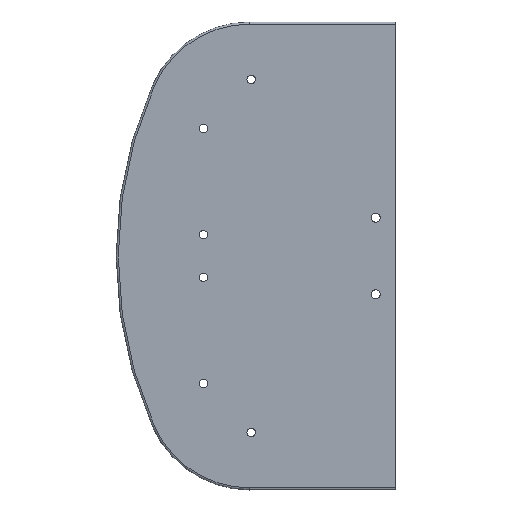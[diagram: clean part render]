
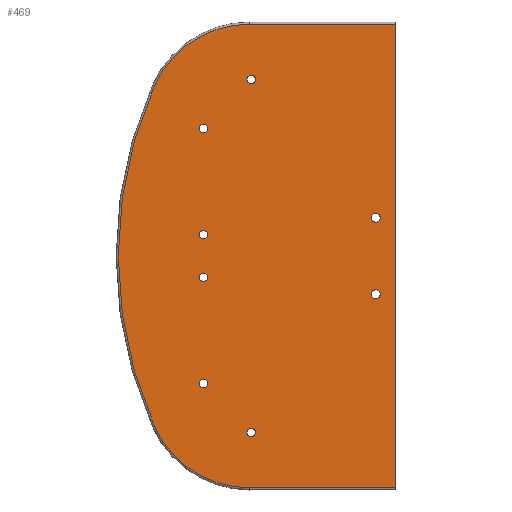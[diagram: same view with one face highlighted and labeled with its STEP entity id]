
A CAD part, top view. The second image highlights one B-rep face of the part: STEP entity #469.
In plain terms, the highlighted planar face has unit normal (0, 0, 1).
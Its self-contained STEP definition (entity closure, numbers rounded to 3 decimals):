
#23=FACE_BOUND('',#101,.T.);
#24=FACE_BOUND('',#102,.T.);
#25=FACE_BOUND('',#103,.T.);
#26=FACE_BOUND('',#104,.T.);
#27=FACE_BOUND('',#105,.T.);
#28=FACE_BOUND('',#106,.T.);
#29=FACE_BOUND('',#107,.T.);
#30=FACE_BOUND('',#108,.T.);
#40=PLANE('',#549);
#66=FACE_OUTER_BOUND('',#100,.T.);
#100=EDGE_LOOP('',(#408,#409,#410,#411,#412,#413));
#101=EDGE_LOOP('',(#414));
#102=EDGE_LOOP('',(#415));
#103=EDGE_LOOP('',(#416));
#104=EDGE_LOOP('',(#417));
#105=EDGE_LOOP('',(#418));
#106=EDGE_LOOP('',(#419));
#107=EDGE_LOOP('',(#420));
#108=EDGE_LOOP('',(#421));
#125=LINE('',#789,#149);
#132=LINE('',#836,#156);
#133=LINE('',#838,#157);
#149=VECTOR('',#640,10.);
#156=VECTOR('',#703,10.);
#157=VECTOR('',#706,10.);
#158=CIRCLE('',#486,2.1);
#160=CIRCLE('',#489,2.1);
#163=CIRCLE('',#494,2.);
#165=CIRCLE('',#497,2.);
#167=CIRCLE('',#500,2.);
#169=CIRCLE('',#503,2.);
#171=CIRCLE('',#506,2.);
#173=CIRCLE('',#509,2.);
#182=CIRCLE('',#523,49.);
#184=CIRCLE('',#526,196.199);
#186=CIRCLE('',#529,49.);
#198=VERTEX_POINT('',#711);
#200=VERTEX_POINT('',#717);
#207=VERTEX_POINT('',#734);
#209=VERTEX_POINT('',#740);
#211=VERTEX_POINT('',#746);
#213=VERTEX_POINT('',#752);
#215=VERTEX_POINT('',#758);
#217=VERTEX_POINT('',#764);
#224=VERTEX_POINT('',#786);
#225=VERTEX_POINT('',#788);
#226=VERTEX_POINT('',#792);
#227=VERTEX_POINT('',#796);
#228=VERTEX_POINT('',#800);
#237=VERTEX_POINT('',#834);
#238=EDGE_CURVE('',#198,#198,#158,.T.);
#241=EDGE_CURVE('',#200,#200,#160,.T.);
#250=EDGE_CURVE('',#207,#207,#163,.T.);
#253=EDGE_CURVE('',#209,#209,#165,.T.);
#256=EDGE_CURVE('',#211,#211,#167,.T.);
#259=EDGE_CURVE('',#213,#213,#169,.T.);
#262=EDGE_CURVE('',#215,#215,#171,.T.);
#265=EDGE_CURVE('',#217,#217,#173,.T.);
#276=EDGE_CURVE('',#224,#225,#125,.T.);
#278=EDGE_CURVE('',#225,#226,#182,.T.);
#280=EDGE_CURVE('',#226,#227,#184,.T.);
#282=EDGE_CURVE('',#227,#228,#186,.T.);
#300=EDGE_CURVE('',#228,#237,#132,.T.);
#301=EDGE_CURVE('',#224,#237,#133,.T.);
#408=ORIENTED_EDGE('',*,*,#301,.T.);
#409=ORIENTED_EDGE('',*,*,#300,.F.);
#410=ORIENTED_EDGE('',*,*,#282,.F.);
#411=ORIENTED_EDGE('',*,*,#280,.F.);
#412=ORIENTED_EDGE('',*,*,#278,.F.);
#413=ORIENTED_EDGE('',*,*,#276,.F.);
#414=ORIENTED_EDGE('',*,*,#238,.T.);
#415=ORIENTED_EDGE('',*,*,#241,.T.);
#416=ORIENTED_EDGE('',*,*,#265,.T.);
#417=ORIENTED_EDGE('',*,*,#262,.T.);
#418=ORIENTED_EDGE('',*,*,#259,.T.);
#419=ORIENTED_EDGE('',*,*,#256,.T.);
#420=ORIENTED_EDGE('',*,*,#253,.T.);
#421=ORIENTED_EDGE('',*,*,#250,.T.);
#469=ADVANCED_FACE('',(#66,#23,#24,#25,#26,#27,#28,#29,#30),#40,.T.);
#486=AXIS2_PLACEMENT_3D('',#712,#555,#556);
#489=AXIS2_PLACEMENT_3D('',#718,#562,#563);
#494=AXIS2_PLACEMENT_3D('',#736,#578,#579);
#497=AXIS2_PLACEMENT_3D('',#742,#585,#586);
#500=AXIS2_PLACEMENT_3D('',#748,#592,#593);
#503=AXIS2_PLACEMENT_3D('',#754,#599,#600);
#506=AXIS2_PLACEMENT_3D('',#760,#606,#607);
#509=AXIS2_PLACEMENT_3D('',#766,#613,#614);
#523=AXIS2_PLACEMENT_3D('',#793,#645,#646);
#526=AXIS2_PLACEMENT_3D('',#797,#651,#652);
#529=AXIS2_PLACEMENT_3D('',#801,#657,#658);
#549=AXIS2_PLACEMENT_3D('',#837,#704,#705);
#555=DIRECTION('center_axis',(0.,0.,-1.));
#556=DIRECTION('ref_axis',(-1.,0.,0.));
#562=DIRECTION('center_axis',(0.,0.,-1.));
#563=DIRECTION('ref_axis',(-1.,0.,0.));
#578=DIRECTION('center_axis',(0.,0.,-1.));
#579=DIRECTION('ref_axis',(-1.,0.,0.));
#585=DIRECTION('center_axis',(0.,0.,-1.));
#586=DIRECTION('ref_axis',(-1.,0.,0.));
#592=DIRECTION('center_axis',(0.,0.,-1.));
#593=DIRECTION('ref_axis',(-1.,0.,0.));
#599=DIRECTION('center_axis',(0.,0.,-1.));
#600=DIRECTION('ref_axis',(-1.,0.,0.));
#606=DIRECTION('center_axis',(0.,0.,-1.));
#607=DIRECTION('ref_axis',(-1.,0.,0.));
#613=DIRECTION('center_axis',(0.,0.,-1.));
#614=DIRECTION('ref_axis',(-1.,0.,0.));
#640=DIRECTION('',(-1.,0.,0.));
#645=DIRECTION('center_axis',(0.,0.,-1.));
#646=DIRECTION('ref_axis',(-0.544,-0.839,0.));
#651=DIRECTION('center_axis',(0.,0.,-1.));
#652=DIRECTION('ref_axis',(-1.,0.,0.));
#657=DIRECTION('center_axis',(0.,0.,-1.));
#658=DIRECTION('ref_axis',(-0.544,0.839,0.));
#703=DIRECTION('',(1.,0.,0.));
#704=DIRECTION('center_axis',(0.,0.,1.));
#705=DIRECTION('ref_axis',(-1.,0.,0.));
#706=DIRECTION('',(0.,1.,0.));
#711=CARTESIAN_POINT('',(-39.4,18.,206.));
#712=CARTESIAN_POINT('Origin',(-41.5,18.,206.));
#717=CARTESIAN_POINT('',(-39.4,-18.,206.));
#718=CARTESIAN_POINT('Origin',(-41.5,-18.,206.));
#734=CARTESIAN_POINT('',(-120.5,-10.,206.));
#736=CARTESIAN_POINT('Origin',(-122.5,-10.,206.));
#740=CARTESIAN_POINT('',(-98.,83.,206.));
#742=CARTESIAN_POINT('Origin',(-100.,83.,206.));
#746=CARTESIAN_POINT('',(-120.5,-60.,206.));
#748=CARTESIAN_POINT('Origin',(-122.5,-60.,206.));
#752=CARTESIAN_POINT('',(-120.5,10.,206.));
#754=CARTESIAN_POINT('Origin',(-122.5,10.,206.));
#758=CARTESIAN_POINT('',(-120.5,60.,206.));
#760=CARTESIAN_POINT('Origin',(-122.5,60.,206.));
#764=CARTESIAN_POINT('',(-98.,-82.952,206.));
#766=CARTESIAN_POINT('Origin',(-100.,-82.952,206.));
#786=CARTESIAN_POINT('',(-32.,-109.,206.));
#788=CARTESIAN_POINT('',(-100.747,-109.,206.));
#789=CARTESIAN_POINT('',(-43.756,-109.,206.));
#792=CARTESIAN_POINT('',(-145.491,-79.973,206.));
#793=CARTESIAN_POINT('Origin',(-100.747,-60.,206.));
#796=CARTESIAN_POINT('',(-145.491,79.973,206.));
#797=CARTESIAN_POINT('Origin',(33.668,0.,206.));
#800=CARTESIAN_POINT('',(-100.747,109.,206.));
#801=CARTESIAN_POINT('Origin',(-100.747,60.,206.));
#834=CARTESIAN_POINT('',(-32.,109.,206.));
#836=CARTESIAN_POINT('',(61.703,109.,206.));
#837=CARTESIAN_POINT('Origin',(13.235,0.,206.));
#838=CARTESIAN_POINT('',(-32.,-55.,206.));
